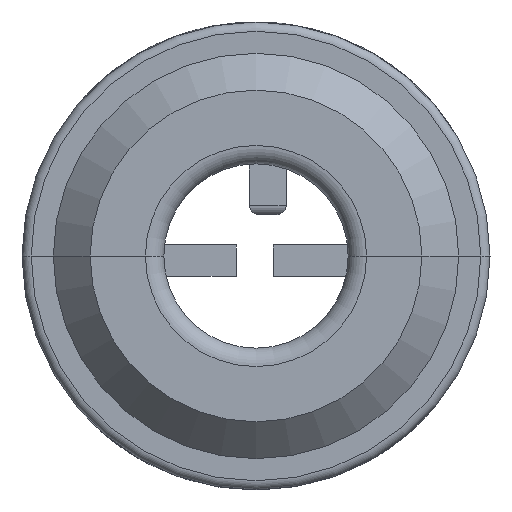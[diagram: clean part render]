
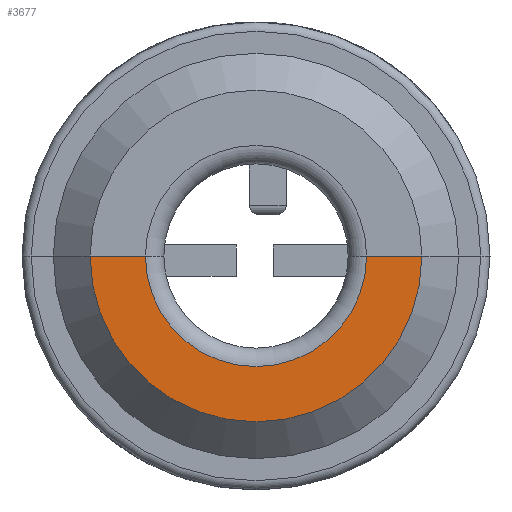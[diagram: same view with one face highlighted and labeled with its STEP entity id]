
A CAD part, left-side view. The second image highlights one B-rep face of the part: STEP entity #3677.
In plain terms, the highlighted planar face has unit normal (-1, 0, 0).
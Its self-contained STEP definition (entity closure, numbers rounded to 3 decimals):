
#330=CIRCLE('',#3974,9.);
#332=CIRCLE('',#3981,6.);
#520=FACE_OUTER_BOUND('',#729,.T.);
#729=EDGE_LOOP('',(#2845,#2846,#2847,#2848));
#901=LINE('',#5334,#1175);
#926=LINE('',#5396,#1200);
#1175=VECTOR('',#4264,10.);
#1200=VECTOR('',#4305,10.);
#1446=VERTEX_POINT('',#5331);
#1447=VERTEX_POINT('',#5333);
#1475=VERTEX_POINT('',#5393);
#1476=VERTEX_POINT('',#5395);
#1829=EDGE_CURVE('',#1446,#1447,#901,.T.);
#1860=EDGE_CURVE('',#1475,#1476,#926,.T.);
#2040=EDGE_CURVE('',#1446,#1476,#330,.T.);
#2042=EDGE_CURVE('',#1447,#1475,#332,.T.);
#2845=ORIENTED_EDGE('',*,*,#1829,.F.);
#2846=ORIENTED_EDGE('',*,*,#2040,.T.);
#2847=ORIENTED_EDGE('',*,*,#1860,.F.);
#2848=ORIENTED_EDGE('',*,*,#2042,.F.);
#3531=PLANE('',#3980);
#3677=ADVANCED_FACE('',(#520),#3531,.T.);
#3974=AXIS2_PLACEMENT_3D('',#6101,#4652,#4653);
#3980=AXIS2_PLACEMENT_3D('',#6107,#4664,#4665);
#3981=AXIS2_PLACEMENT_3D('',#6108,#4666,#4667);
#4264=DIRECTION('',(0.,-1.,0.));
#4305=DIRECTION('',(0.,-1.,0.));
#4652=DIRECTION('center_axis',(-1.,0.,0.));
#4653=DIRECTION('ref_axis',(0.,-1.,0.));
#4664=DIRECTION('center_axis',(-1.,0.,0.));
#4665=DIRECTION('ref_axis',(0.,-1.,0.));
#4666=DIRECTION('center_axis',(-1.,0.,0.));
#4667=DIRECTION('ref_axis',(0.,-1.,0.));
#5331=CARTESIAN_POINT('',(-5.,9.,0.));
#5333=CARTESIAN_POINT('',(-5.,6.,0.));
#5334=CARTESIAN_POINT('',(-5.,0.,0.));
#5393=CARTESIAN_POINT('',(-5.,-6.,0.));
#5395=CARTESIAN_POINT('',(-5.,-9.,0.));
#5396=CARTESIAN_POINT('',(-5.,0.,0.));
#6101=CARTESIAN_POINT('Origin',(-5.,0.,0.));
#6107=CARTESIAN_POINT('Origin',(-5.,0.,0.));
#6108=CARTESIAN_POINT('Origin',(-5.,0.,0.));
